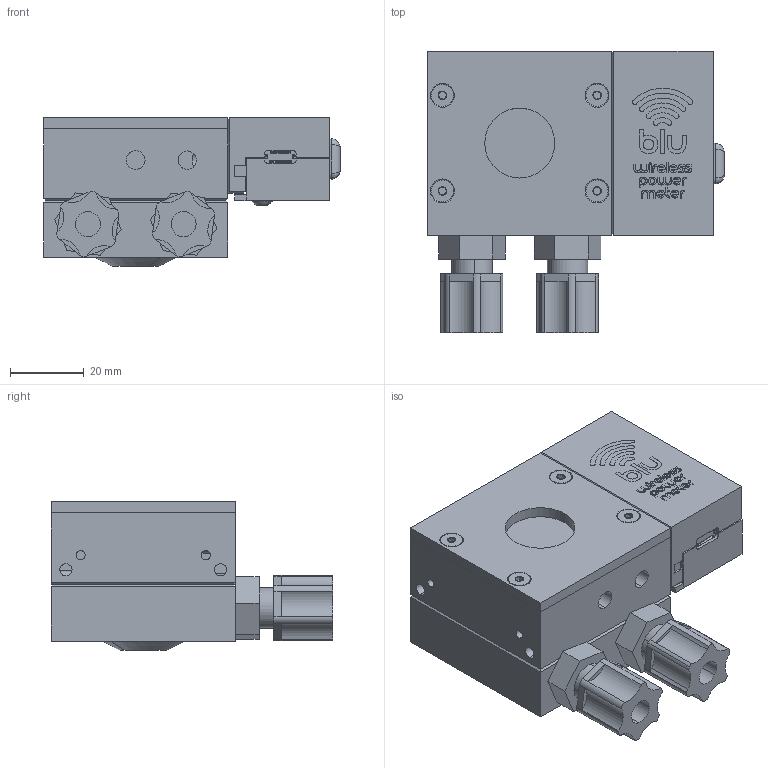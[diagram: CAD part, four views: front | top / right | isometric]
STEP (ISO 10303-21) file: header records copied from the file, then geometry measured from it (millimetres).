
FILE_DESCRIPTION (( 'STEP AP214' ), '1' );
FILE_NAME ('SK-9754 UP19K-50W-W5-BLU-1.STEP', '2017-11-13T14:50:11', ( '' ), ( '' ), 'SwSTEP 2.0', 'SolidWorks 2016', '' );
FILE_SCHEMA (( 'AUTOMOTIVE_DESIGN' ));
Length unit declared in the file: millimetre
Products named in the file (1): SK-9754 UP19K-50W-W5-BLU-1
Bounding box: 80.57 x 76.5 x 40.45 mm (x, y, z)
Surface area: 36502.2 mm2 (no closed solid volume)
Topology: 0 solids, 16 shells, 1047 faces, 2806 edges, 1829 vertices
Faces by surface type: plane 496, bspline 253, cylinder 211, cone 78, sphere 5, torus 4
Entity records: 48978 total; most frequent: CARTESIAN_POINT 12948, ORIENTED_EDGE 5464, DIRECTION 4252, EDGE_CURVE 2795, VERTEX_POINT 1829, LINE 1650, VECTOR 1650, AXIS2_PLACEMENT_3D 1301
